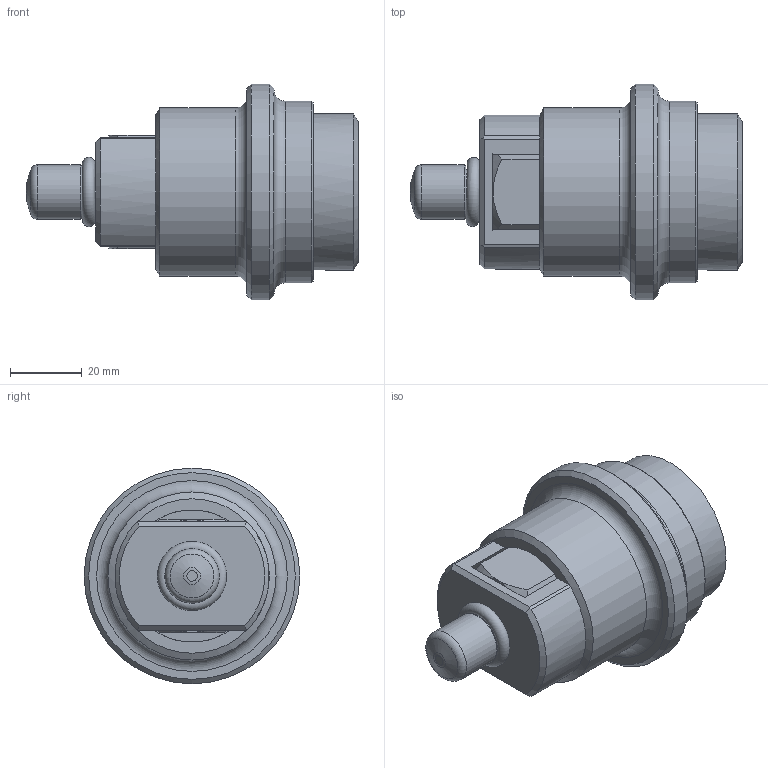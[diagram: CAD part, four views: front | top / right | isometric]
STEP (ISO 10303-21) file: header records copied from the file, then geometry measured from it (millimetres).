
FILE_DESCRIPTION(/* description */ (''),/* implementation_level */ '2;1');
FILE_NAME(/* name */ 'XT14042SHR1 CAD.stp',/* time_stamp */ '2017-09-21T13:06:00-05:00',/* author */ ('scottg'),/* organization */ ('FasTest,Inc.'),/* preprocessor_version */ 'ST-DEVELOPER v16.1',/* originating_system */ 'Autodesk Inventor 2016',/* authorisation */ '');
FILE_SCHEMA (('AUTOMOTIVE_DESIGN { 1 0 10303 214 3 1 1 }'));
Length unit declared in the file: inch
Products named in the file (1): XT14042SHR1 CAD
Bounding box: 92.83 x 60.33 x 60.33 mm (x, y, z)
Volume: 121284.5 mm3; surface area: 24177.6 mm2
Topology: 1 solids, 2 shells, 66 faces, 153 edges, 96 vertices
Faces by surface type: plane 33, cone 14, cylinder 13, torus 5, bspline 1
Full cylindrical faces by diameter (mm): 15.113 x1, 15.24 x1, 16.637 x1, 21.895 x1, 25.4 x1, 37.033 x1, 37.135 x1, 43.688 x1, 46.99 x1, 50.8 x1, 60.325 x1
Entity records: 1854 total; most frequent: CARTESIAN_POINT 398, DIRECTION 286, ORIENTED_EDGE 234, AXIS2_PLACEMENT_3D 120, EDGE_CURVE 117, EDGE_LOOP 105, VERTEX_POINT 88, FACE_OUTER_BOUND 66
